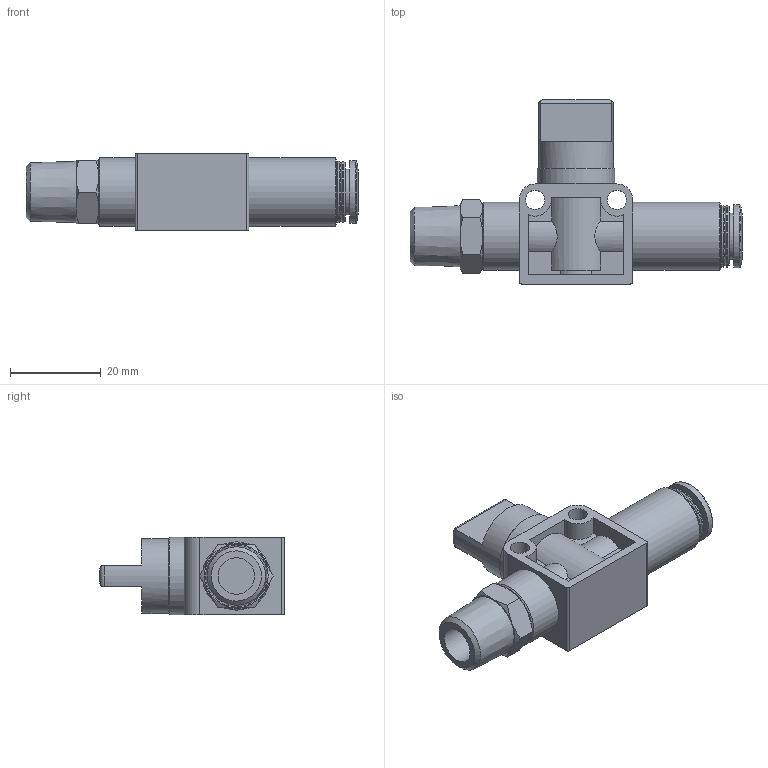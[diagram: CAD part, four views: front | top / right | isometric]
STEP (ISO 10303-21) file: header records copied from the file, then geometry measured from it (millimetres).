
FILE_DESCRIPTION(/* description */ ('STEP AP214'),/* implementation_level */ '2;1');
FILE_NAME(/* name */ '153480_HE-3-1_4-QS-8',/* time_stamp */ '2024-08-29T02:49:09+02:00',/* author */ ('License CC BY-ND 4.0'),/* organization */ ('CADENAS'),/* preprocessor_version */ 'ST-DEVELOPER v19.3',/* originating_system */ 'PARTsolutions',/* authorisation */ ' ');
FILE_SCHEMA (('AUTOMOTIVE_DESIGN {1 0 10303 214 3 1 1}'));
Length unit declared in the file: millimetre
Products named in the file (1): 153480 HE-3-1/4-QS-8
Bounding box: 73 x 40.5 x 17 mm (x, y, z)
Volume: 15436.3 mm3; surface area: 7696.9 mm2
Topology: 1 solids, 1 shells, 101 faces, 236 edges, 149 vertices
Faces by surface type: plane 46, cylinder 30, cone 22, torus 3
Full cylindrical faces by diameter (mm): 4.2 x2, 8 x2, 10.1 x1, 13.5 x2, 13.8 x1, 15 x2, 16.5 x1, 17 x1
Entity records: 3532 total; most frequent: CARTESIAN_POINT 584, DIRECTION 460, ORIENTED_EDGE 422, EDGE_CURVE 211, AXIS2_PLACEMENT_3D 183, VERTEX_POINT 147, EDGE_LOOP 140, FACE_BOUND 140
